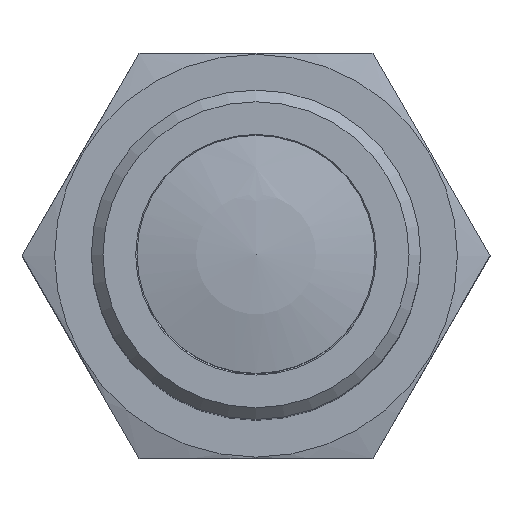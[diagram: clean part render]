
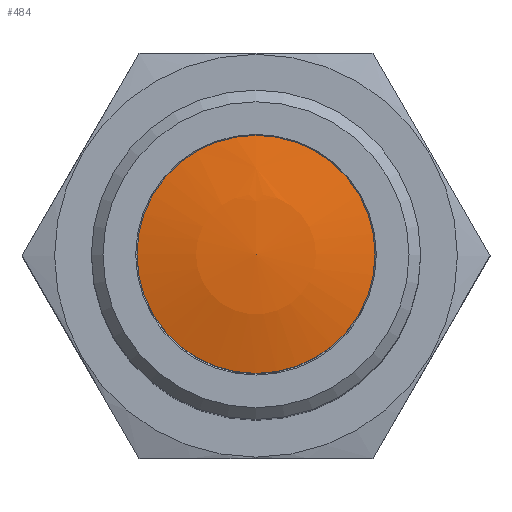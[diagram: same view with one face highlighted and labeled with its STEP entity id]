
A CAD part, top view. The second image highlights one B-rep face of the part: STEP entity #484.
In plain terms, the highlighted spherical face has radius 36.6 mm.
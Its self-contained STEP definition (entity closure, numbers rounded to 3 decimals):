
#48=SPHERICAL_SURFACE('',#555,36.6);
#72=CIRCLE('',#556,9.4);
#106=ORIENTED_EDGE('',*,*,#210,.F.);
#210=EDGE_CURVE('',#266,#266,#72,.T.);
#266=VERTEX_POINT('',#779);
#361=EDGE_LOOP('',(#106));
#417=FACE_BOUND('',#361,.T.);
#484=ADVANCED_FACE('',(#417),#48,.T.);
#555=AXIS2_PLACEMENT_3D('',#777,#639,#640);
#556=AXIS2_PLACEMENT_3D('',#778,#641,#642);
#639=DIRECTION('',(0.,0.,-1.));
#640=DIRECTION('',(0.,1.,0.));
#641=DIRECTION('',(0.,0.,-1.));
#642=DIRECTION('',(-1.,0.,0.));
#777=CARTESIAN_POINT('',(0.,0.,-18.6));
#778=CARTESIAN_POINT('',(0.,0.,16.772));
#779=CARTESIAN_POINT('',(-9.4,0.,16.772));
